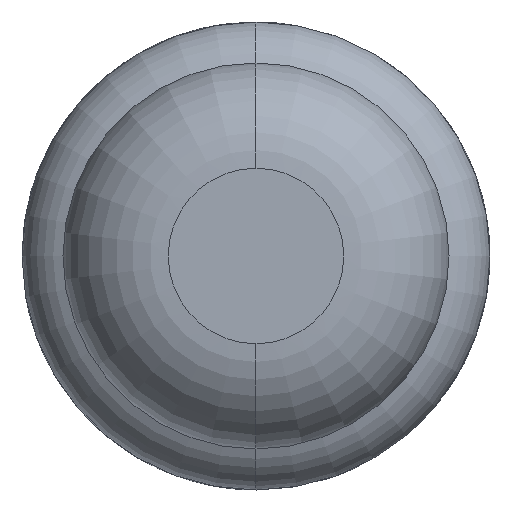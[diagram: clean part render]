
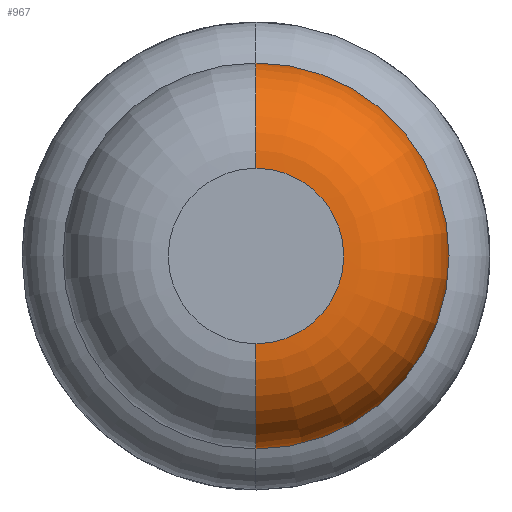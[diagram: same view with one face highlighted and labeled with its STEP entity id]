
A CAD part, front view. The second image highlights one B-rep face of the part: STEP entity #967.
In plain terms, the highlighted toroidal (fillet/blend) face has major radius 0.375 mm and minor radius 0.45 mm.
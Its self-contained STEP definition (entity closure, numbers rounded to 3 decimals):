
#70 = VERTEX_POINT ( 'NONE', #3134 ) ;
#251 = DIRECTION ( 'NONE',  ( 0., 0., 1. ) ) ;
#288 = ORIENTED_EDGE ( 'NONE', *, *, #2284, .T. ) ;
#642 = AXIS2_PLACEMENT_3D ( 'NONE', #3919, #3578, #251 ) ;
#656 = CARTESIAN_POINT ( 'NONE',  ( 0., -23.55, -0.825 ) ) ;
#771 = CARTESIAN_POINT ( 'NONE',  ( 0., -23.55, 0.825 ) ) ;
#832 = DIRECTION ( 'NONE',  ( 0., 1., 0. ) ) ;
#903 = CIRCLE ( 'NONE', #3935, 0.825 ) ;
#906 = VERTEX_POINT ( 'NONE', #771 ) ;
#967 = ADVANCED_FACE ( 'Defeature ausgef�hrt1_2', ( #3646 ), #2763, .T. ) ;
#1384 = DIRECTION ( 'NONE',  ( 0., 0., 1. ) ) ;
#1466 = CARTESIAN_POINT ( 'NONE',  ( 0., -23.55, 0.375 ) ) ;
#1643 = AXIS2_PLACEMENT_3D ( 'NONE', #4301, #2394, #1384 ) ;
#1762 = VERTEX_POINT ( 'NONE', #656 ) ;
#1814 = EDGE_CURVE ( 'Defeature ausgef�hrt1_2+Defeature ausgef�hrt1_1+Defeature ausgef�hrt1_1+Defeature ausgef�hrt1_1', #1912, #70, #2130, .T. ) ;
#1828 = CARTESIAN_POINT ( 'NONE',  ( 0., -23.55, 0. ) ) ;
#1912 = VERTEX_POINT ( 'NONE', #3259 ) ;
#2130 = CIRCLE ( 'NONE', #1643, 0.375 ) ;
#2284 = EDGE_CURVE ( 'NONE', #70, #1762, #4306, .T. ) ;
#2394 = DIRECTION ( 'NONE',  ( 0., 1., 0. ) ) ;
#2475 = CARTESIAN_POINT ( 'NONE',  ( 0., -23.55, -0.375 ) ) ;
#2542 = DIRECTION ( 'NONE',  ( 0., 0., 1. ) ) ;
#2582 = EDGE_CURVE ( 'Defeature ausgef�hrt1_3+Defeature ausgef�hrt1_2+Defeature ausgef�hrt1_2+Defeature ausgef�hrt1_2', #906, #1762, #903, .T. ) ;
#2763 = TOROIDAL_SURFACE ( 'NONE', #642, 0.375, 0.45 ) ;
#2835 = DIRECTION ( 'NONE',  ( 0., 0., -1. ) ) ;
#2887 = ORIENTED_EDGE ( 'NONE', *, *, #1814, .T. ) ;
#2892 = AXIS2_PLACEMENT_3D ( 'NONE', #1466, #3792, #4101 ) ;
#2947 = EDGE_CURVE ( 'NONE', #1912, #906, #3856, .T. ) ;
#2958 = AXIS2_PLACEMENT_3D ( 'NONE', #2475, #3510, #2835 ) ;
#2973 = ORIENTED_EDGE ( 'NONE', *, *, #2582, .F. ) ;
#3134 = CARTESIAN_POINT ( 'NONE',  ( 0., -24., -0.375 ) ) ;
#3259 = CARTESIAN_POINT ( 'NONE',  ( 0., -24., 0.375 ) ) ;
#3510 = DIRECTION ( 'NONE',  ( 1., 0., 0. ) ) ;
#3578 = DIRECTION ( 'NONE',  ( 0., 1., 0. ) ) ;
#3646 = FACE_OUTER_BOUND ( 'NONE', #3660, .T. ) ;
#3660 = EDGE_LOOP ( 'NONE', ( #2887, #288, #2973, #3901 ) ) ;
#3792 = DIRECTION ( 'NONE',  ( -1., 0., 0. ) ) ;
#3856 = CIRCLE ( 'NONE', #2892, 0.45 ) ;
#3901 = ORIENTED_EDGE ( 'NONE', *, *, #2947, .F. ) ;
#3919 = CARTESIAN_POINT ( 'NONE',  ( 0., -23.55, 0. ) ) ;
#3935 = AXIS2_PLACEMENT_3D ( 'NONE', #1828, #832, #2542 ) ;
#4101 = DIRECTION ( 'NONE',  ( 0., 0., 1. ) ) ;
#4301 = CARTESIAN_POINT ( 'NONE',  ( 0., -24., 0. ) ) ;
#4306 = CIRCLE ( 'NONE', #2958, 0.45 ) ;
